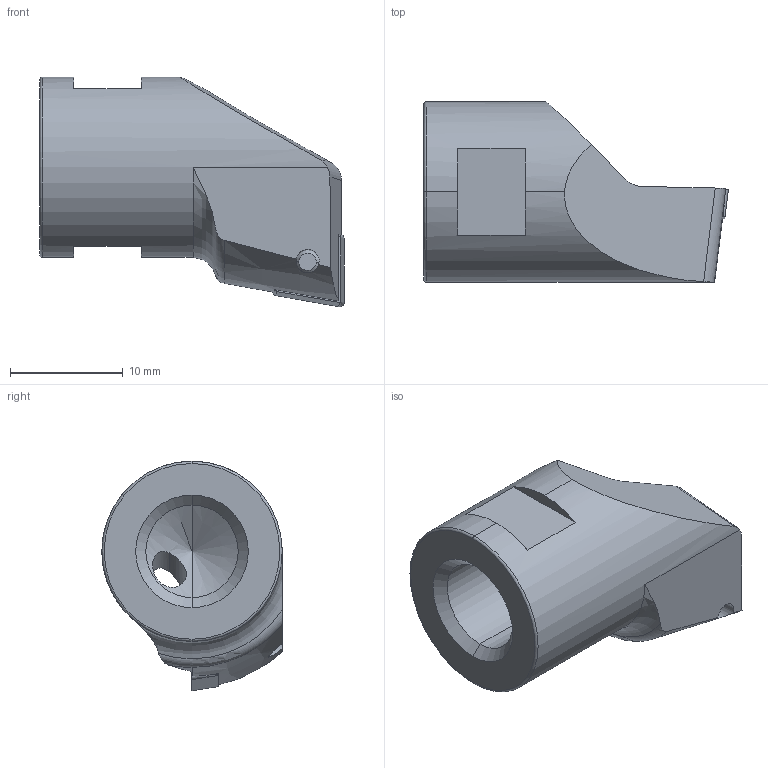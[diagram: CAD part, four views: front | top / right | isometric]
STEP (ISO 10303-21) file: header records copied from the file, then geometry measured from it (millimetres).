
FILE_DESCRIPTION (( 'STEP AP203' ), '1' );
FILE_NAME ('HS0-A25.K11.027.STEP', '2017-02-15T10:21:29', ( 'SWIAdmin' ), ( 'Hewlett-Packard Company' ), 'SwSTEP 2.0', 'SolidWorks 2015', '' );
FILE_SCHEMA (( 'CONFIG_CONTROL_DESIGN' ));
Length unit declared in the file: millimetre
Products named in the file (4): HS0-A25.K11.027_A; WCA-ER2.001.006_A; CCMT060204; HS0-A25.K11.027
Assembly tree (3 placements, depth 2):
  HS0-A25.K11.027
    HS0-A25.K11.027_A
    WCA-ER2.001.006_A
    CCMT060204
Bounding box: 27 x 16 x 20.38 mm (x, y, z)
Volume: 3371.2 mm3; surface area: 2199.2 mm2
Topology: 3 solids, 3 shells, 131 faces, 335 edges, 207 vertices
Faces by surface type: cylinder 40, plane 39, cone 26, torus 12, bspline 12, sphere 2
Entity records: 4709 total; most frequent: CARTESIAN_POINT 1284, ORIENTED_EDGE 662, DIRECTION 611, EDGE_CURVE 331, AXIS2_PLACEMENT_3D 240, VERTEX_POINT 207, EDGE_LOOP 138, ADVANCED_FACE 131
